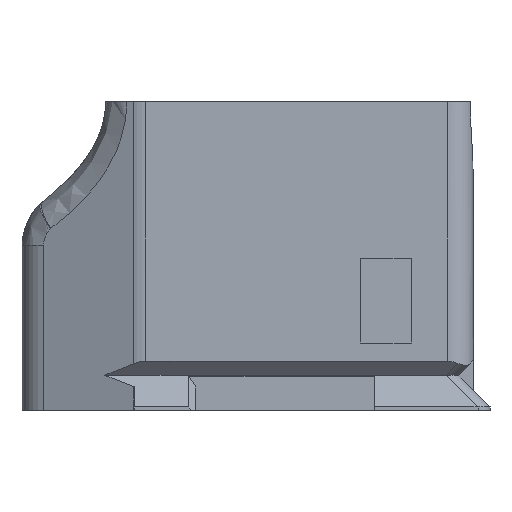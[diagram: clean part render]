
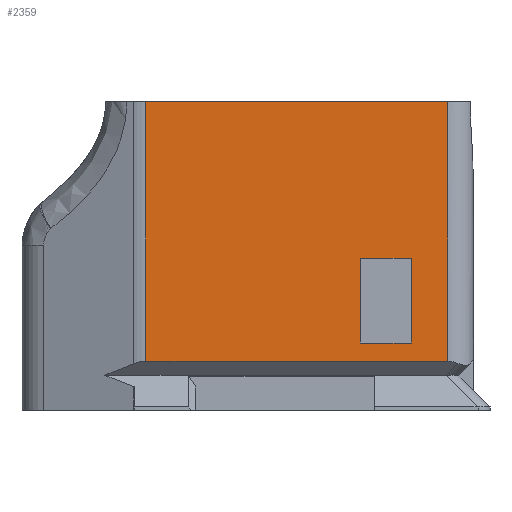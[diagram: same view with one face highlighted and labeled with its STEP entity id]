
A CAD part, left-side view. The second image highlights one B-rep face of the part: STEP entity #2359.
In plain terms, the highlighted planar face has unit normal (-1, 0, 0).
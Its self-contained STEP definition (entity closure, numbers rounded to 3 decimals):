
#126=PLANE('',#2538);
#703=ORIENTED_EDGE('',*,*,#1305,.T.);
#704=ORIENTED_EDGE('',*,*,#1302,.T.);
#705=ORIENTED_EDGE('',*,*,#1299,.F.);
#706=ORIENTED_EDGE('',*,*,#1295,.F.);
#707=ORIENTED_EDGE('',*,*,#1223,.T.);
#708=ORIENTED_EDGE('',*,*,#1276,.F.);
#709=ORIENTED_EDGE('',*,*,#1289,.F.);
#710=ORIENTED_EDGE('',*,*,#1272,.T.);
#1223=EDGE_CURVE('',#1578,#1577,#1775,.T.);
#1272=EDGE_CURVE('',#1600,#1578,#1808,.T.);
#1276=EDGE_CURVE('',#1602,#1577,#1809,.T.);
#1289=EDGE_CURVE('',#1600,#1602,#1821,.T.);
#1295=EDGE_CURVE('',#1610,#1611,#1825,.T.);
#1299=EDGE_CURVE('',#1611,#1614,#1829,.T.);
#1302=EDGE_CURVE('',#1616,#1614,#1832,.T.);
#1305=EDGE_CURVE('',#1610,#1616,#1835,.T.);
#1577=VERTEX_POINT('',#3459);
#1578=VERTEX_POINT('',#3461);
#1600=VERTEX_POINT('',#3586);
#1602=VERTEX_POINT('',#3595);
#1610=VERTEX_POINT('',#3649);
#1611=VERTEX_POINT('',#3650);
#1614=VERTEX_POINT('',#3658);
#1616=VERTEX_POINT('',#3664);
#1775=LINE('',#3460,#1925);
#1808=LINE('',#3585,#1958);
#1809=LINE('',#3596,#1959);
#1821=LINE('',#3629,#1971);
#1825=LINE('',#3648,#1975);
#1829=LINE('',#3657,#1979);
#1832=LINE('',#3663,#1982);
#1835=LINE('',#3669,#1985);
#1925=VECTOR('',#2748,1000.);
#1958=VECTOR('',#2835,1000.);
#1959=VECTOR('',#2842,1000.);
#1971=VECTOR('',#2882,1000.);
#1975=VECTOR('',#2888,1000.);
#1979=VECTOR('',#2894,1000.);
#1982=VECTOR('',#2899,1000.);
#1985=VECTOR('',#2904,1000.);
#2062=EDGE_LOOP('',(#703,#704,#705,#706));
#2063=EDGE_LOOP('',(#707,#708,#709,#710));
#2200=FACE_BOUND('',#2062,.T.);
#2201=FACE_BOUND('',#2063,.T.);
#2359=ADVANCED_FACE('',(#2200,#2201),#126,.F.);
#2538=AXIS2_PLACEMENT_3D('',#3671,#2906,#2907);
#2748=DIRECTION('',(0.,-1.,0.));
#2835=DIRECTION('',(0.,0.,-1.));
#2842=DIRECTION('',(0.,0.,-1.));
#2882=DIRECTION('',(0.,-1.,0.));
#2888=DIRECTION('',(0.,1.,0.));
#2894=DIRECTION('',(0.,0.,-1.));
#2899=DIRECTION('',(0.,1.,0.));
#2904=DIRECTION('',(0.,0.,-1.));
#2906=DIRECTION('',(1.,0.,0.));
#2907=DIRECTION('',(0.,1.,0.));
#3459=CARTESIAN_POINT('',(-13.3,-11.8,2.891));
#3460=CARTESIAN_POINT('',(-13.3,0.,2.891));
#3461=CARTESIAN_POINT('',(-13.3,5.991,2.891));
#3585=CARTESIAN_POINT('',(-13.3,5.991,18.2));
#3586=CARTESIAN_POINT('',(-13.3,5.991,18.2));
#3595=CARTESIAN_POINT('',(-13.3,-11.8,18.2));
#3596=CARTESIAN_POINT('',(-13.3,-11.8,18.2));
#3629=CARTESIAN_POINT('',(-13.3,0.,18.2));
#3648=CARTESIAN_POINT('',(-13.3,-8.159,8.969));
#3649=CARTESIAN_POINT('',(-13.3,-9.659,8.969));
#3650=CARTESIAN_POINT('',(-13.3,-6.659,8.969));
#3657=CARTESIAN_POINT('',(-13.3,-6.659,6.469));
#3658=CARTESIAN_POINT('',(-13.3,-6.659,3.969));
#3663=CARTESIAN_POINT('',(-13.3,-8.159,3.969));
#3664=CARTESIAN_POINT('',(-13.3,-9.659,3.969));
#3669=CARTESIAN_POINT('',(-13.3,-9.659,6.469));
#3671=CARTESIAN_POINT('',(-13.3,0.,18.2));
